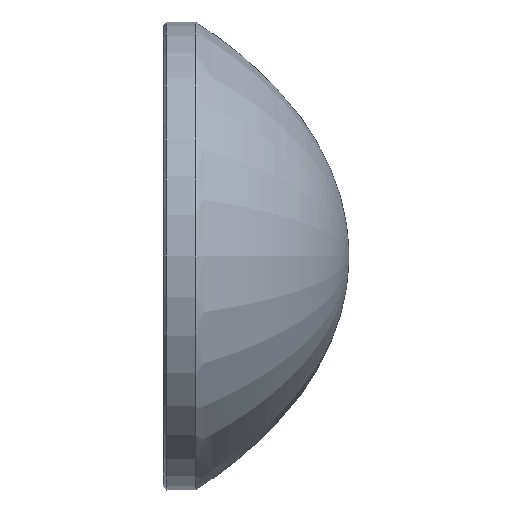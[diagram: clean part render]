
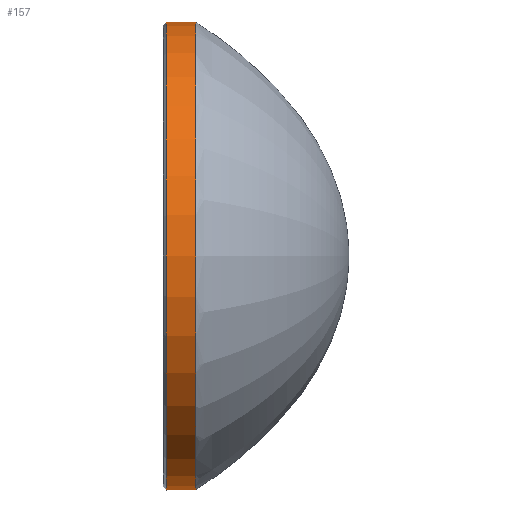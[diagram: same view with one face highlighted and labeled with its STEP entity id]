
A CAD part, left-side view. The second image highlights one B-rep face of the part: STEP entity #157.
In plain terms, the highlighted cylindrical face has radius 15 mm (diameter 30 mm), a partial arc.
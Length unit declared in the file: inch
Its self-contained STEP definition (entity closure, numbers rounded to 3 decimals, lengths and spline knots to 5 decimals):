
#87 = LINE ( 'NONE', #266, #479 ) ;
#89 = ORIENTED_EDGE ( 'NONE', *, *, #525, .F. ) ;
#90 = VERTEX_POINT ( 'NONE', #534 ) ;
#97 = EDGE_CURVE ( 'NONE', #90, #217, #371, .T. ) ;
#134 = VERTEX_POINT ( 'NONE', #671 ) ;
#139 = ORIENTED_EDGE ( 'NONE', *, *, #97, .T. ) ;
#153 = EDGE_CURVE ( 'NONE', #134, #217, #542, .T. ) ;
#155 = CIRCLE ( 'NONE', #245, 0.59055 ) ;
#157 = ADVANCED_FACE ( 'NONE', ( #264 ), #753, .T. ) ;
#162 = CARTESIAN_POINT ( 'NONE',  ( 0., -0.23425, 0. ) ) ;
#207 = EDGE_LOOP ( 'NONE', ( #89, #436, #139, #224 ) ) ;
#217 = VERTEX_POINT ( 'NONE', #380 ) ;
#224 = ORIENTED_EDGE ( 'NONE', *, *, #153, .F. ) ;
#227 = DIRECTION ( 'NONE',  ( 0., -1., 0. ) ) ;
#245 = AXIS2_PLACEMENT_3D ( 'NONE', #334, #763, #396 ) ;
#260 = AXIS2_PLACEMENT_3D ( 'NONE', #162, #291, #721 ) ;
#264 = FACE_OUTER_BOUND ( 'NONE', #207, .T. ) ;
#266 = CARTESIAN_POINT ( 'NONE',  ( 0., -0.23425, 0.59055 ) ) ;
#269 = VERTEX_POINT ( 'NONE', #440 ) ;
#291 = DIRECTION ( 'NONE',  ( 0., -1., 0. ) ) ;
#334 = CARTESIAN_POINT ( 'NONE',  ( 0., 0.22638, 0. ) ) ;
#350 = VECTOR ( 'NONE', #423, 39.37008 ) ;
#371 = LINE ( 'NONE', #668, #350 ) ;
#380 = CARTESIAN_POINT ( 'NONE',  ( 0., 0.15254, -0.59055 ) ) ;
#396 = DIRECTION ( 'NONE',  ( 0., 0., 1. ) ) ;
#423 = DIRECTION ( 'NONE',  ( 0., -1., 0. ) ) ;
#436 = ORIENTED_EDGE ( 'NONE', *, *, #613, .T. ) ;
#440 = CARTESIAN_POINT ( 'NONE',  ( 0., 0.22638, 0.59055 ) ) ;
#479 = VECTOR ( 'NONE', #699, 39.37008 ) ;
#525 = EDGE_CURVE ( 'NONE', #269, #134, #87, .T. ) ;
#534 = CARTESIAN_POINT ( 'NONE',  ( 0., 0.22638, -0.59055 ) ) ;
#542 = CIRCLE ( 'NONE', #672, 0.59055 ) ;
#595 = CARTESIAN_POINT ( 'NONE',  ( 0., 0.15254, 0. ) ) ;
#613 = EDGE_CURVE ( 'NONE', #269, #90, #155, .T. ) ;
#661 = DIRECTION ( 'NONE',  ( 0., 0., -1. ) ) ;
#668 = CARTESIAN_POINT ( 'NONE',  ( 0., -0.23425, -0.59055 ) ) ;
#671 = CARTESIAN_POINT ( 'NONE',  ( 0., 0.15254, 0.59055 ) ) ;
#672 = AXIS2_PLACEMENT_3D ( 'NONE', #595, #227, #661 ) ;
#699 = DIRECTION ( 'NONE',  ( 0., -1., 0. ) ) ;
#721 = DIRECTION ( 'NONE',  ( 0., 0., -1. ) ) ;
#753 = CYLINDRICAL_SURFACE ( 'NONE', #260, 0.59055 ) ;
#763 = DIRECTION ( 'NONE',  ( 0., -1., 0. ) ) ;
